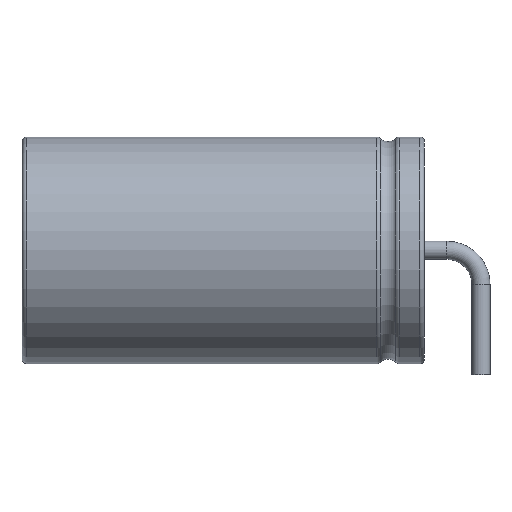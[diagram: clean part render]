
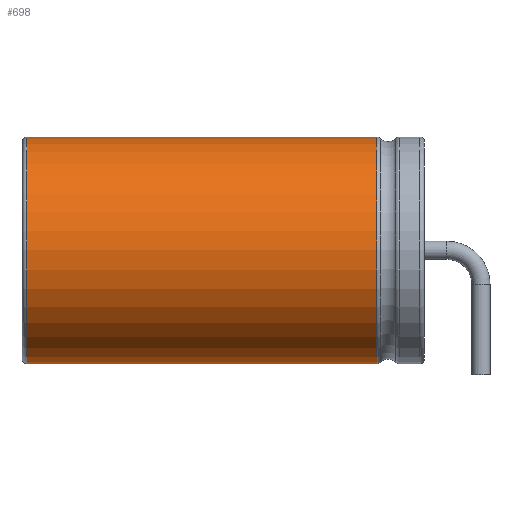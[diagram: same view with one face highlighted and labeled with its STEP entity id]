
A CAD part, left-side view. The second image highlights one B-rep face of the part: STEP entity #698.
In plain terms, the highlighted cylindrical face has radius 5 mm (diameter 10 mm), a partial arc.
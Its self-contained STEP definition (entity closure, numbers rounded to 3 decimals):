
#80=FACE_OUTER_BOUND('',#124,.T.);
#124=EDGE_LOOP('',(#583,#584,#585,#586));
#184=CIRCLE('',#802,5.);
#185=CIRCLE('',#804,5.);
#206=LINE('',#1129,#250);
#207=LINE('',#1132,#251);
#250=VECTOR('',#884,10.);
#251=VECTOR('',#887,10.);
#300=VERTEX_POINT('',#1116);
#301=VERTEX_POINT('',#1118);
#304=VERTEX_POINT('',#1128);
#305=VERTEX_POINT('',#1130);
#369=EDGE_CURVE('',#304,#300,#206,.T.);
#371=EDGE_CURVE('',#301,#305,#207,.T.);
#432=EDGE_CURVE('',#301,#300,#184,.T.);
#433=EDGE_CURVE('',#304,#305,#185,.T.);
#583=ORIENTED_EDGE('',*,*,#369,.T.);
#584=ORIENTED_EDGE('',*,*,#432,.F.);
#585=ORIENTED_EDGE('',*,*,#371,.T.);
#586=ORIENTED_EDGE('',*,*,#433,.F.);
#650=CYLINDRICAL_SURFACE('',#803,5.);
#698=ADVANCED_FACE('',(#80),#650,.T.);
#802=AXIS2_PLACEMENT_3D('',#1253,#1026,#1027);
#803=AXIS2_PLACEMENT_3D('',#1254,#1028,#1029);
#804=AXIS2_PLACEMENT_3D('',#1255,#1030,#1031);
#884=DIRECTION('',(0.,1.,0.));
#887=DIRECTION('',(0.,-1.,0.));
#1026=DIRECTION('center_axis',(0.,1.,0.));
#1027=DIRECTION('ref_axis',(0.,0.,-1.));
#1028=DIRECTION('center_axis',(0.,1.,0.));
#1029=DIRECTION('ref_axis',(-1.,0.,0.));
#1030=DIRECTION('center_axis',(0.,-1.,0.));
#1031=DIRECTION('ref_axis',(0.,0.,-1.));
#1116=CARTESIAN_POINT('',(4.33,20.05,5.));
#1118=CARTESIAN_POINT('',(4.33,20.05,0.));
#1128=CARTESIAN_POINT('',(4.33,4.59,5.));
#1129=CARTESIAN_POINT('',(4.33,12.375,5.));
#1130=CARTESIAN_POINT('',(4.33,4.59,0.));
#1132=CARTESIAN_POINT('',(4.33,12.375,0.));
#1253=CARTESIAN_POINT('Origin',(0.,20.05,2.5));
#1254=CARTESIAN_POINT('Origin',(0.,12.375,2.5));
#1255=CARTESIAN_POINT('Origin',(0.,4.59,2.5));
